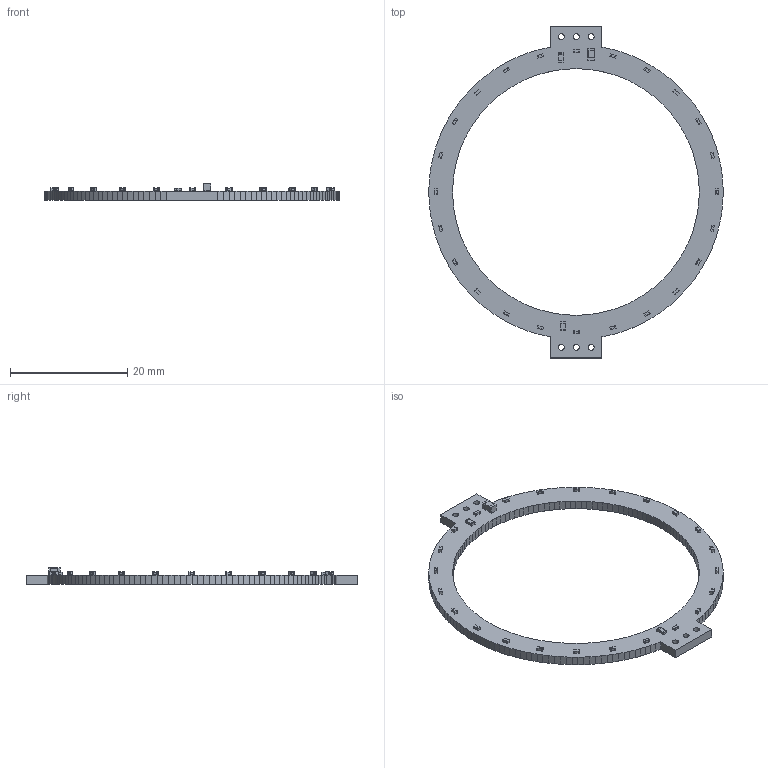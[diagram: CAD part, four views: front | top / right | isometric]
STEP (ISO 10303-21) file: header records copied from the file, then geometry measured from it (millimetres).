
FILE_DESCRIPTION(('KiCad electronic assembly'),'2;1');
FILE_NAME('ring-50mm.step','2023-05-13T10:41:23',('Pcbnew'),('Kicad'), 'Open CASCADE STEP processor 7.5','KiCad to STEP converter','Unknown' );
FILE_SCHEMA(('AUTOMOTIVE_DESIGN { 1 0 10303 214 1 1 1 1 }'));
Length unit declared in the file: millimetre
Products named in the file (8): ring-50mm 1; C_0402_1005Metric; SOLID; C_0805_2012Metric; R_0603_1608Metric; ring-50mm PCB
Assembly tree (31 placements, depth 3):
  ring-50mm 1
    C_0402_1005Metric  x24
      SOLID
    C_0805_2012Metric
      SOLID
    R_0603_1608Metric  x2
      SOLID
    ring-50mm PCB
Bounding box: 50.16 x 56.6 x 2.88 mm (x, y, z)
Volume: 1027.2 mm3; surface area: 1879.2 mm2
Topology: 28 solids, 28 shells, 1050 faces, 2824 edges, 1880 vertices
Faces by surface type: plane 728, cylinder 322
Full cylindrical faces by diameter (mm): 1 x6
Entity records: 27690 total; most frequent: CARTESIAN_POINT 4708, DIRECTION 4156, LINE 3148, VECTOR 3148, ORIENTED_EDGE 2200, PCURVE 2200, DEFINITIONAL_REPRESENTATION 2200, EDGE_CURVE 1100
